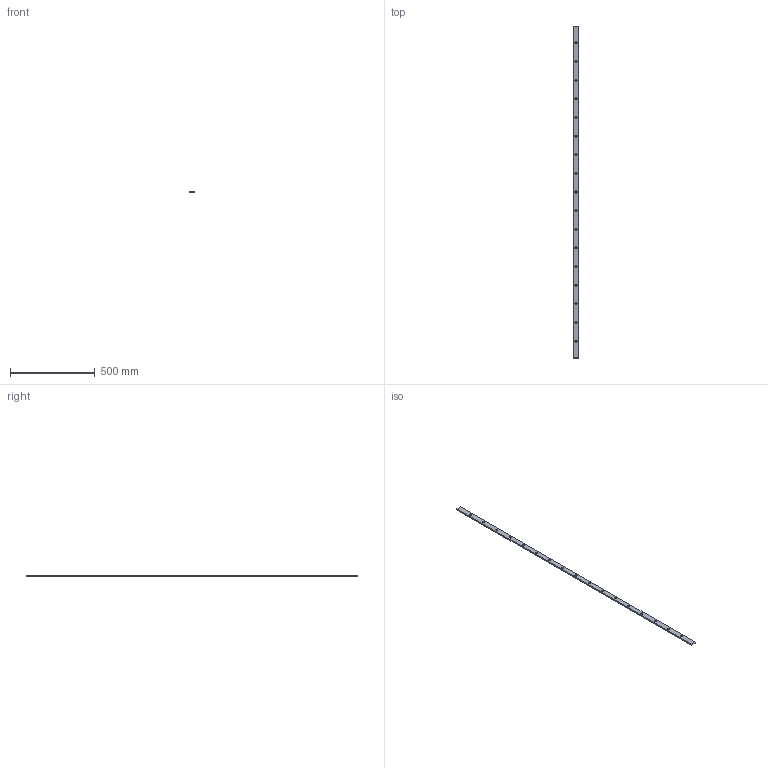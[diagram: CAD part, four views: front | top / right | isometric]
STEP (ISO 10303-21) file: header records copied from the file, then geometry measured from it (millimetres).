
FILE_DESCRIPTION(/* description */ (''),/* implementation_level */ '2;1');
FILE_NAME(/* name */ '20629.iam.stp',/* time_stamp */ '2019-12-02T20:59:31+01:00',/* author */ ('207186110'),/* organization */ (''),/* preprocessor_version */ 'ST-DEVELOPER v17.2',/* originating_system */ 'Autodesk Inventor 2019',/* authorisation */ '');
FILE_SCHEMA (('AUTOMOTIVE_DESIGN { 1 0 10303 214 3 1 1 }'));
Length unit declared in the file: millimetre
Products named in the file (2): 20629; 20629_1
Assembly tree (1 placements, depth 2):
  20629
    20629_1
Bounding box: 30 x 1960 x 8 mm (x, y, z)
Volume: 454240.1 mm3; surface area: 150655.3 mm2
Topology: 1 solids, 1 shells, 23 faces, 80 edges, 59 vertices
Faces by surface type: cylinder 17, plane 6
Full cylindrical faces by diameter (mm): 12.3 x17
Entity records: 1056 total; most frequent: DIRECTION 183, CARTESIAN_POINT 165, ORIENTED_EDGE 160, EDGE_CURVE 80, AXIS2_PLACEMENT_3D 77, VERTEX_POINT 59, EDGE_LOOP 57, CIRCLE 51
